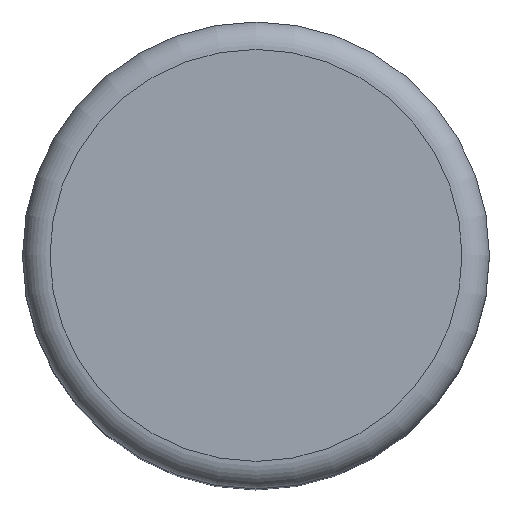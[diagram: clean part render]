
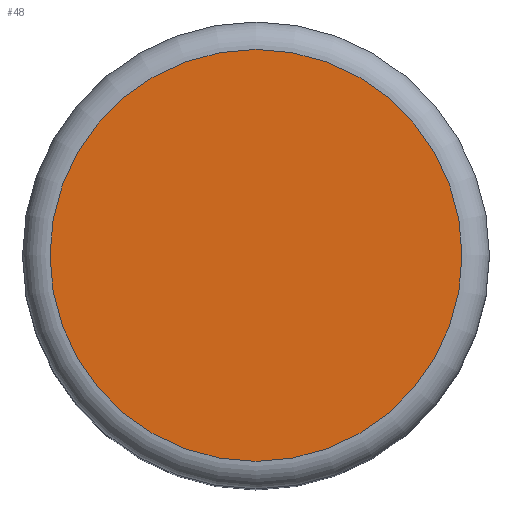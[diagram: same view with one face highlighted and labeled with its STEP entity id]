
A CAD part, top view. The second image highlights one B-rep face of the part: STEP entity #48.
In plain terms, the highlighted planar face has unit normal (0, 0, 1).
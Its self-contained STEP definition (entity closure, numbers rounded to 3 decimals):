
#48 = ADVANCED_FACE( '', ( #99 ), #100, .F. );
#99 = FACE_OUTER_BOUND( '', #152, .T. );
#100 = PLANE( '', #153 );
#152 = EDGE_LOOP( '', ( #211 ) );
#153 = AXIS2_PLACEMENT_3D( '', #212, #213, #214 );
#211 = ORIENTED_EDGE( '', *, *, #259, .T. );
#212 = CARTESIAN_POINT( '', ( 0., 8.5, 40. ) );
#213 = DIRECTION( '', ( 0., 0., -1. ) );
#214 = DIRECTION( '', ( -1., 0., 0. ) );
#259 = EDGE_CURVE( '', #287, #287, #288, .F. );
#287 = VERTEX_POINT( '', #319 );
#288 = CIRCLE( '', #320, 7.5 );
#319 = CARTESIAN_POINT( '', ( -7.5, 0., 40. ) );
#320 = AXIS2_PLACEMENT_3D( '', #350, #351, #352 );
#350 = CARTESIAN_POINT( '', ( 0., 0., 40. ) );
#351 = DIRECTION( '', ( 0., 0., -1. ) );
#352 = DIRECTION( '', ( -1., 0., 0. ) );
